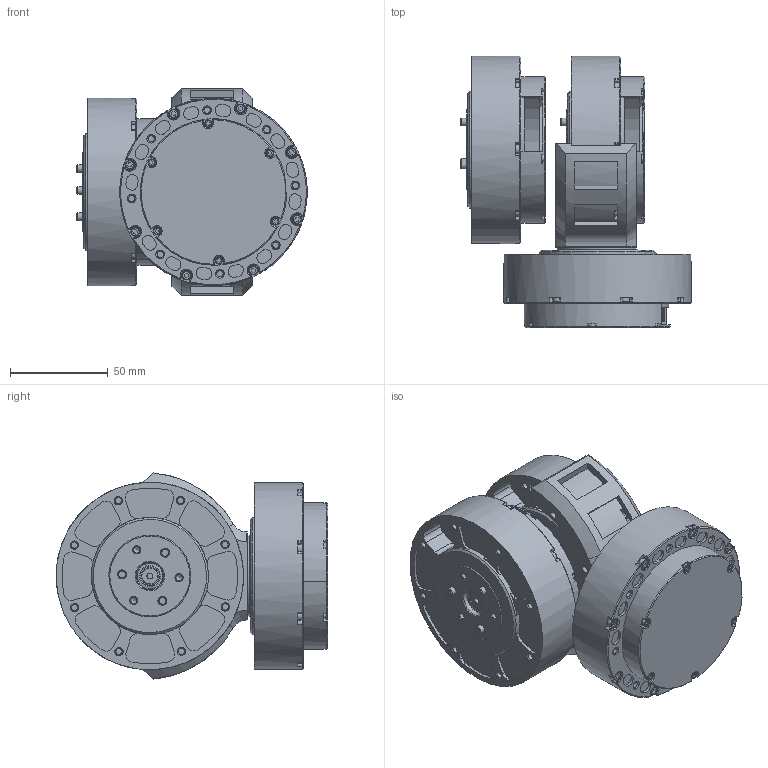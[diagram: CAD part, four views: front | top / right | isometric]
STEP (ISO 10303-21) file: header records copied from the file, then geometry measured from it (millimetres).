
FILE_DESCRIPTION(('HOOPS Exchange Step'),'2;1');
FILE_NAME('temp_export','2023-08-28T17:26:06+03:00',('mobile'),('Shapr3D Limited'),'HOOPS Exchange 2022.2','Shapr3D','Authorized');
FILE_SCHEMA( ('AUTOMOTIVE_DESIGN { 1 0 10303 214 1 1 1 1 }') );
Length unit declared in the file: millimetre
Products named in the file (3): Штифты ГОСТ 3128-70 4 x  10:3; Motor BLDC HT8108-J6.stp; root
Assembly tree (2 placements, depth 3):
  root
    Motor BLDC HT8108-J6.stp
      Штифты ГОСТ 3128-70 4 x  10:3
Bounding box: 117.98 x 139.13 x 105.53 mm (x, y, z)
Volume: 646412.1 mm3; surface area: 141192.3 mm2
Topology: 4 solids, 13 shells, 1816 faces, 4821 edges, 3235 vertices
Faces by surface type: plane 805, cylinder 626, cone 319, torus 48, sphere 18
Full cylindrical faces by diameter (mm): 3 x3, 3.242 x57, 3.5 x29, 4 x18, 4.2 x3, 4.5 x24, 8 x2, 8.4 x3, 10 x3, 14 x6, 60 x3, 96 x3
Entity records: 58179 total; most frequent: DIRECTION 10684, CARTESIAN_POINT 10442, ORIENTED_EDGE 9606, EDGE_CURVE 4803, AXIS2_PLACEMENT_3D 4115, VERTEX_POINT 3235, VECTOR 2454, LINE 2454
